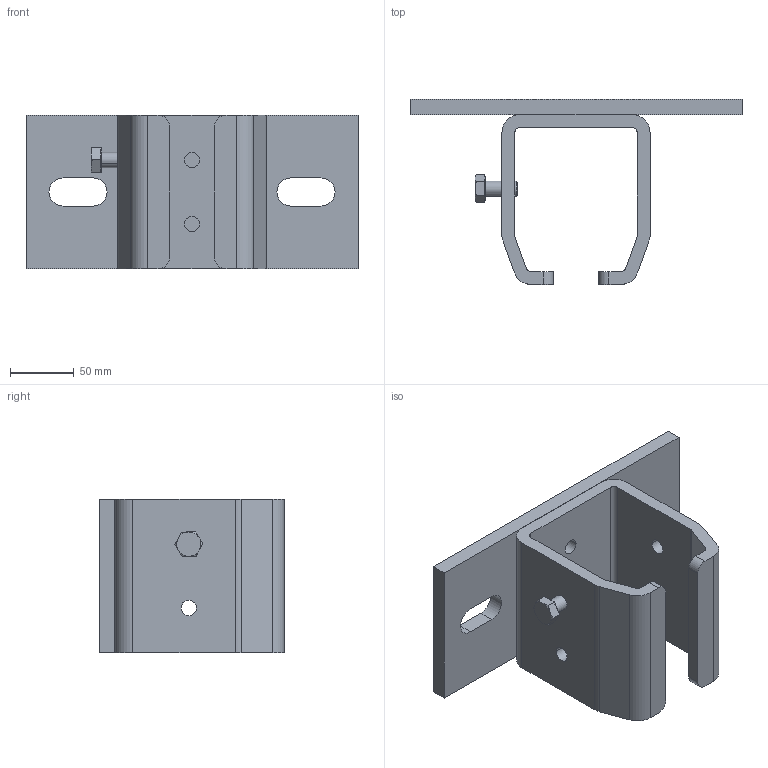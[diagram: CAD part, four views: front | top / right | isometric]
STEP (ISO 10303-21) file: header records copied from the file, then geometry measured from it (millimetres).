
FILE_DESCRIPTION (( 'STEP AP203' ), '1' );
FILE_NAME ('1.27.B02.STEP', '2016-11-11T13:47:48', ( '' ), ( '' ), 'SwSTEP 2.0', 'SolidWorks 2016', '' );
FILE_SCHEMA (( 'CONFIG_CONTROL_DESIGN' ));
Length unit declared in the file: millimetre
Products named in the file (1): 1.27.B02
Bounding box: 260 x 145 x 120 mm (x, y, z)
Volume: 821364.1 mm3; surface area: 178194 mm2
Topology: 3 solids, 3 shells, 110 faces, 278 edges, 179 vertices
Faces by surface type: plane 46, cylinder 44, torus 8, cone 8, sphere 4
Entity records: 3481 total; most frequent: CARTESIAN_POINT 638, DIRECTION 614, ORIENTED_EDGE 552, EDGE_CURVE 276, AXIS2_PLACEMENT_3D 239, VERTEX_POINT 179, LINE 136, VECTOR 136
